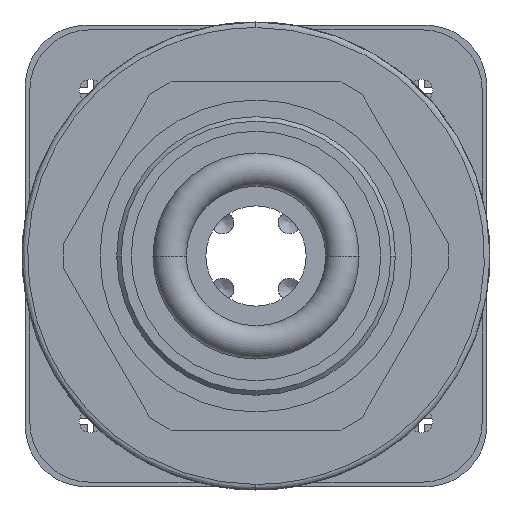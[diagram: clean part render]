
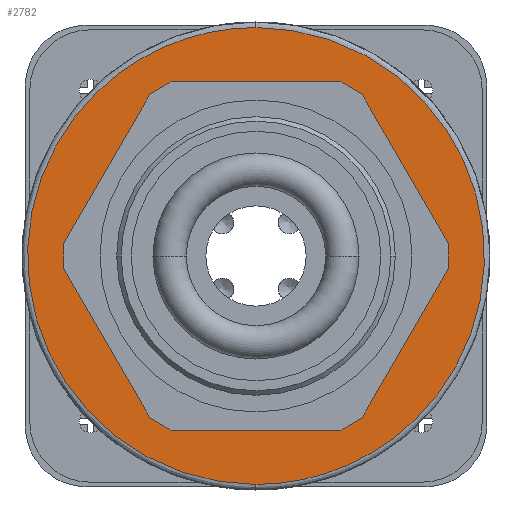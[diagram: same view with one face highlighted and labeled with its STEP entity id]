
A CAD part, front view. The second image highlights one B-rep face of the part: STEP entity #2782.
In plain terms, the highlighted planar face has unit normal (0, -1, 0).
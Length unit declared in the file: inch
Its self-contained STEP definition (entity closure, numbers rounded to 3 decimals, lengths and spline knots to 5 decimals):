
#146 =( BOUNDED_CURVE ( )  B_SPLINE_CURVE ( 3, ( #2923, #7021, #5029, #972 ),
 .UNSPECIFIED., .F., .F. ) 
 B_SPLINE_CURVE_WITH_KNOTS ( ( 4, 4 ),
 ( 0., 1. ),
 .UNSPECIFIED. ) 
 CURVE ( )  GEOMETRIC_REPRESENTATION_ITEM ( )  RATIONAL_B_SPLINE_CURVE ( ( 1., 0.333, 0.333, 1. ) ) 
 REPRESENTATION_ITEM ( '' )  );
#550 = EDGE_CURVE ( 'NONE', #2645, #5864, #814, .T. ) ;
#593 = CARTESIAN_POINT ( 'NONE',  ( 0., 0.735, -0.2075 ) ) ;
#814 =( BOUNDED_CURVE ( )  B_SPLINE_CURVE ( 3, ( #8356, #3233, #6196, #6291 ),
 .UNSPECIFIED., .F., .F. ) 
 B_SPLINE_CURVE_WITH_KNOTS ( ( 4, 4 ),
 ( 0., 1. ),
 .UNSPECIFIED. ) 
 CURVE ( )  GEOMETRIC_REPRESENTATION_ITEM ( )  RATIONAL_B_SPLINE_CURVE ( ( 1., 0.333, 0.333, 1. ) ) 
 REPRESENTATION_ITEM ( '' )  );
#972 = CARTESIAN_POINT ( 'NONE',  ( 0., 0.735, -0.2075 ) ) ;
#1090 = CARTESIAN_POINT ( 'NONE',  ( 0., 0.735, 0.41 ) ) ;
#1376 = PLANE ( 'NONE',  #7181 ) ;
#1406 = DIRECTION ( 'NONE',  ( 0., 0., 1. ) ) ;
#1691 = ORIENTED_EDGE ( 'NONE', *, *, #2394, .F. ) ;
#1906 = ORIENTED_EDGE ( 'NONE', *, *, #1986, .F. ) ;
#1986 = EDGE_CURVE ( 'NONE', #4551, #2854, #5460, .T. ) ;
#2018 = CARTESIAN_POINT ( 'NONE',  ( 0., 0.735, 0.41 ) ) ;
#2394 = EDGE_CURVE ( 'NONE', #2854, #4551, #146, .T. ) ;
#2496 = CARTESIAN_POINT ( 'NONE',  ( 0., 0.735, -0.2075 ) ) ;
#2645 = VERTEX_POINT ( 'NONE', #7377 ) ;
#2693 = CARTESIAN_POINT ( 'NONE',  ( 0.82, 0.735, -0.41 ) ) ;
#2782 = ADVANCED_FACE ( 'NONE', ( #4844, #6684 ), #1376, .F. ) ;
#2854 = VERTEX_POINT ( 'NONE', #3478 ) ;
#2923 = CARTESIAN_POINT ( 'NONE',  ( 0., 0.735, 0.2075 ) ) ;
#3233 = CARTESIAN_POINT ( 'NONE',  ( -0.82, 0.735, -0.41 ) ) ;
#3313 = CARTESIAN_POINT ( 'NONE',  ( 0.415, 0.735, -0.2075 ) ) ;
#3478 = CARTESIAN_POINT ( 'NONE',  ( 0., 0.735, 0.2075 ) ) ;
#3915 = ORIENTED_EDGE ( 'NONE', *, *, #550, .F. ) ;
#4106 = CARTESIAN_POINT ( 'NONE',  ( 0., 0.735, 0. ) ) ;
#4243 = EDGE_CURVE ( 'NONE', #5864, #2645, #5688, .T. ) ;
#4551 = VERTEX_POINT ( 'NONE', #2496 ) ;
#4844 = FACE_BOUND ( 'NONE', #5047, .T. ) ;
#5000 = EDGE_LOOP ( 'NONE', ( #5381, #3915 ) ) ;
#5029 = CARTESIAN_POINT ( 'NONE',  ( -0.415, 0.735, -0.2075 ) ) ;
#5047 = EDGE_LOOP ( 'NONE', ( #1691, #1906 ) ) ;
#5366 = CARTESIAN_POINT ( 'NONE',  ( 0., 0.735, 0.2075 ) ) ;
#5381 = ORIENTED_EDGE ( 'NONE', *, *, #4243, .F. ) ;
#5411 = CARTESIAN_POINT ( 'NONE',  ( 0.82, 0.735, 0.41 ) ) ;
#5460 =( BOUNDED_CURVE ( )  B_SPLINE_CURVE ( 3, ( #593, #3313, #7406, #5366 ),
 .UNSPECIFIED., .F., .F. ) 
 B_SPLINE_CURVE_WITH_KNOTS ( ( 4, 4 ),
 ( 0., 1. ),
 .UNSPECIFIED. ) 
 CURVE ( )  GEOMETRIC_REPRESENTATION_ITEM ( )  RATIONAL_B_SPLINE_CURVE ( ( 1., 0.333, 0.333, 1. ) ) 
 REPRESENTATION_ITEM ( '' )  );
#5485 = DIRECTION ( 'NONE',  ( 0., 1., 0. ) ) ;
#5688 =( BOUNDED_CURVE ( )  B_SPLINE_CURVE ( 3, ( #2018, #5411, #2693, #7485 ),
 .UNSPECIFIED., .F., .F. ) 
 B_SPLINE_CURVE_WITH_KNOTS ( ( 4, 4 ),
 ( 0., 1. ),
 .UNSPECIFIED. ) 
 CURVE ( )  GEOMETRIC_REPRESENTATION_ITEM ( )  RATIONAL_B_SPLINE_CURVE ( ( 1., 0.333, 0.333, 1. ) ) 
 REPRESENTATION_ITEM ( '' )  );
#5864 = VERTEX_POINT ( 'NONE', #1090 ) ;
#6196 = CARTESIAN_POINT ( 'NONE',  ( -0.82, 0.735, 0.41 ) ) ;
#6291 = CARTESIAN_POINT ( 'NONE',  ( 0., 0.735, 0.41 ) ) ;
#6684 = FACE_OUTER_BOUND ( 'NONE', #5000, .T. ) ;
#7021 = CARTESIAN_POINT ( 'NONE',  ( -0.415, 0.735, 0.2075 ) ) ;
#7181 = AXIS2_PLACEMENT_3D ( 'NONE', #4106, #5485, #1406 ) ;
#7377 = CARTESIAN_POINT ( 'NONE',  ( 0., 0.735, -0.41 ) ) ;
#7406 = CARTESIAN_POINT ( 'NONE',  ( 0.415, 0.735, 0.2075 ) ) ;
#7485 = CARTESIAN_POINT ( 'NONE',  ( 0., 0.735, -0.41 ) ) ;
#8356 = CARTESIAN_POINT ( 'NONE',  ( 0., 0.735, -0.41 ) ) ;
